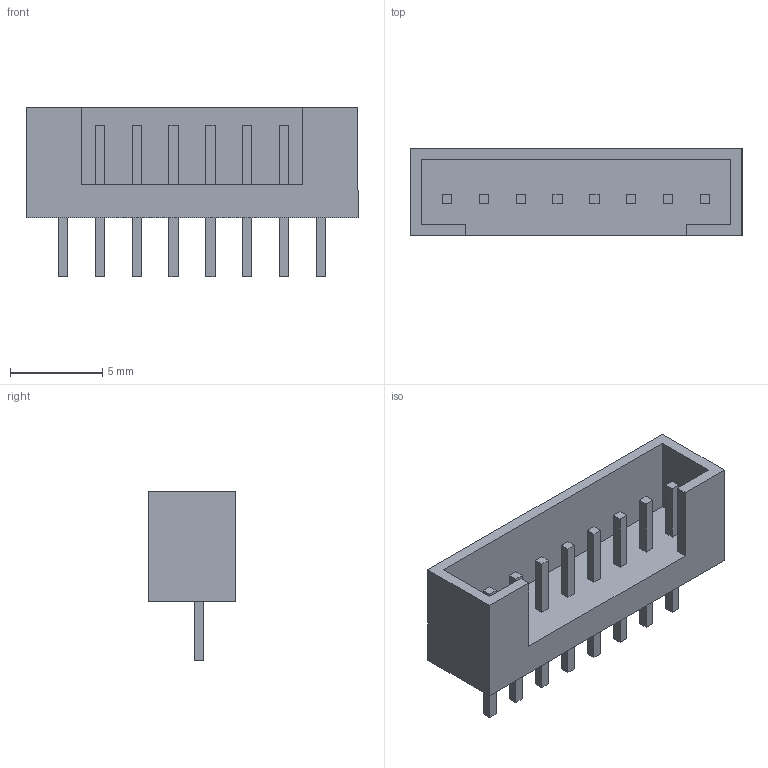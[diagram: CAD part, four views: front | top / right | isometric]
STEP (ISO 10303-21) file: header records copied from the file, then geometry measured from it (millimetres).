
FILE_DESCRIPTION (( 'STEP AP214' ), '1' );
FILE_NAME ('Conn_WB-08(MW-8M).STEP', '2018-02-24T22:58:45', ( '' ), ( '' ), 'SwSTEP 2.0', 'SolidWorks 2018', '' );
FILE_SCHEMA (( 'AUTOMOTIVE_DESIGN' ));
Length unit declared in the file: millimetre
Products named in the file (1): Conn_WB-08(MW-8M)
Bounding box: 18 x 4.75 x 9.2 mm (x, y, z)
Volume: 245.1 mm3; surface area: 621.6 mm2
Topology: 1 solids, 1 shells, 94 faces, 228 edges, 152 vertices
Faces by surface type: plane 94
Entity records: 3760 total; most frequent: CARTESIAN_POINT 475, ORIENTED_EDGE 456, DIRECTION 418, EDGE_CURVE 228, VECTOR 228, LINE 228, VERTEX_POINT 152, EDGE_LOOP 110
